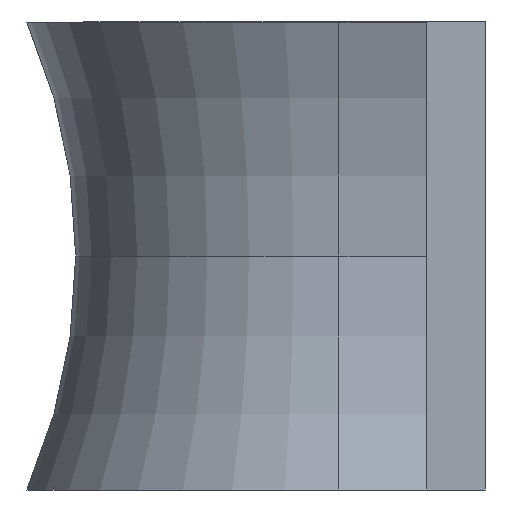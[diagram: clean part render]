
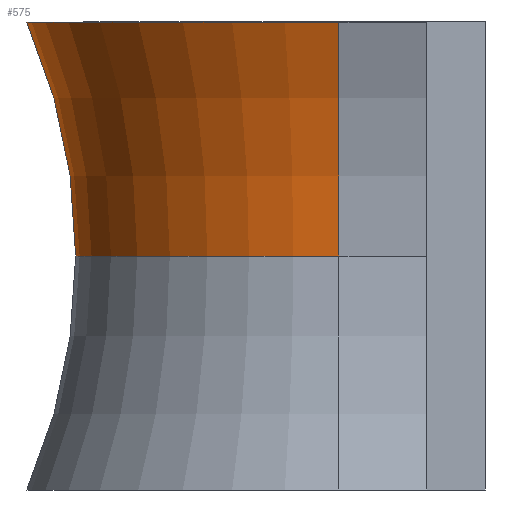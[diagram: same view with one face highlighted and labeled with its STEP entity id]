
A CAD part, left-side view. The second image highlights one B-rep face of the part: STEP entity #575.
In plain terms, the highlighted toroidal (fillet/blend) face has major radius 14.5 mm and minor radius 10 mm.
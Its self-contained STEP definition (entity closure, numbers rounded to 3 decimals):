
#9 = ORIENTED_EDGE ( 'NONE', *, *, #115, .F. ) ;
#17 = EDGE_CURVE ( 'NONE', #495, #287, #364, .T. ) ;
#22 = ORIENTED_EDGE ( 'NONE', *, *, #522, .T. ) ;
#32 = CARTESIAN_POINT ( 'NONE',  ( 0., 0., 0. ) ) ;
#35 = DIRECTION ( 'NONE',  ( 1., 0., 0. ) ) ;
#49 = CARTESIAN_POINT ( 'NONE',  ( -14.5, 0., 0. ) ) ;
#60 = FACE_OUTER_BOUND ( 'NONE', #565, .T. ) ;
#83 = CARTESIAN_POINT ( 'NONE',  ( 5.335, 0., 4. ) ) ;
#89 = DIRECTION ( 'NONE',  ( 1., 0., 0. ) ) ;
#91 = VERTEX_POINT ( 'NONE', #102 ) ;
#94 = DIRECTION ( 'NONE',  ( 0., 0., 1. ) ) ;
#102 = CARTESIAN_POINT ( 'NONE',  ( -4.5, 0., 0. ) ) ;
#104 = DIRECTION ( 'NONE',  ( 0., 0., 1. ) ) ;
#110 = DIRECTION ( 'NONE',  ( 0., 0., 1. ) ) ;
#111 = AXIS2_PLACEMENT_3D ( 'NONE', #389, #110, #437 ) ;
#115 = EDGE_CURVE ( 'NONE', #319, #91, #219, .T. ) ;
#142 = ORIENTED_EDGE ( 'NONE', *, *, #17, .T. ) ;
#147 = CIRCLE ( 'NONE', #111, 5.335 ) ;
#182 = TOROIDAL_SURFACE ( 'NONE', #307, 14.5, 10. ) ;
#186 = CARTESIAN_POINT ( 'NONE',  ( 14.5, 0., 0. ) ) ;
#219 = CIRCLE ( 'NONE', #548, 10. ) ;
#235 = DIRECTION ( 'NONE',  ( 0., 0., 1. ) ) ;
#245 = EDGE_CURVE ( 'NONE', #495, #319, #147, .T. ) ;
#253 = CIRCLE ( 'NONE', #349, 4.5 ) ;
#287 = VERTEX_POINT ( 'NONE', #574 ) ;
#307 = AXIS2_PLACEMENT_3D ( 'NONE', #320, #94, #35 ) ;
#319 = VERTEX_POINT ( 'NONE', #577 ) ;
#320 = CARTESIAN_POINT ( 'NONE',  ( 0., 0., 0. ) ) ;
#349 = AXIS2_PLACEMENT_3D ( 'NONE', #32, #361, #89 ) ;
#361 = DIRECTION ( 'NONE',  ( 0., 0., 1. ) ) ;
#364 = CIRCLE ( 'NONE', #397, 10. ) ;
#378 = DIRECTION ( 'NONE',  ( 0., 1., 0. ) ) ;
#389 = CARTESIAN_POINT ( 'NONE',  ( 0., 0., 4. ) ) ;
#397 = AXIS2_PLACEMENT_3D ( 'NONE', #186, #506, #235 ) ;
#433 = ORIENTED_EDGE ( 'NONE', *, *, #245, .F. ) ;
#437 = DIRECTION ( 'NONE',  ( 1., 0., 0. ) ) ;
#495 = VERTEX_POINT ( 'NONE', #83 ) ;
#506 = DIRECTION ( 'NONE',  ( 0., -1., 0. ) ) ;
#522 = EDGE_CURVE ( 'NONE', #287, #91, #253, .T. ) ;
#548 = AXIS2_PLACEMENT_3D ( 'NONE', #49, #378, #104 ) ;
#565 = EDGE_LOOP ( 'NONE', ( #142, #22, #9, #433 ) ) ;
#574 = CARTESIAN_POINT ( 'NONE',  ( 4.5, 0., 0. ) ) ;
#575 = ADVANCED_FACE ( 'NONE', ( #60 ), #182, .F. ) ;
#577 = CARTESIAN_POINT ( 'NONE',  ( -5.335, 0., 4. ) ) ;
